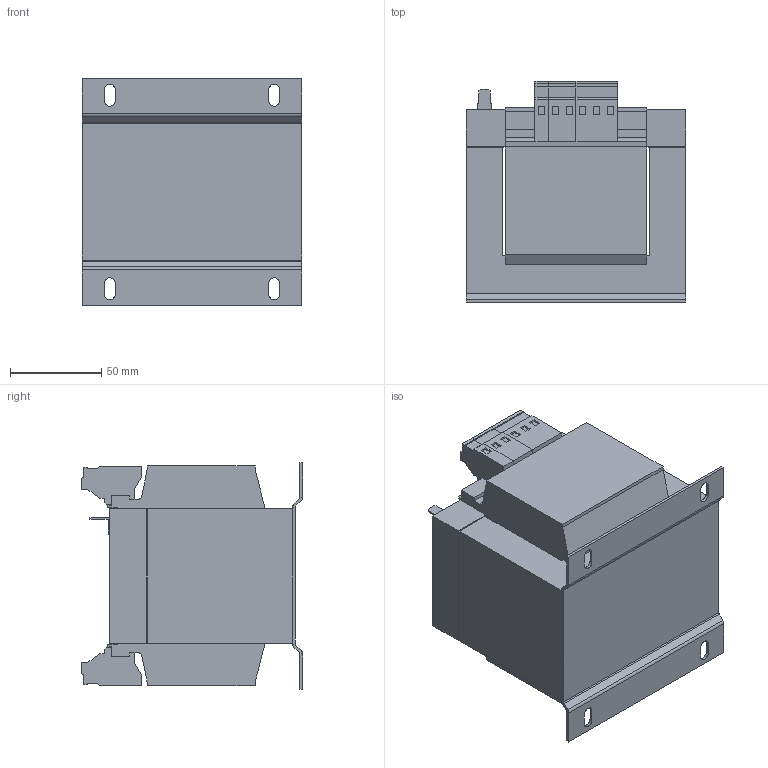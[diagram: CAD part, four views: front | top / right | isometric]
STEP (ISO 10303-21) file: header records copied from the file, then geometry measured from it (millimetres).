
FILE_DESCRIPTION (( 'STEP AP214' ), '1' );
FILE_NAME ('267153.STEP', '2020-07-17T08:01:55', ( '' ), ( '' ), 'SwSTEP 2.0', 'SolidWorks 2018', '' );
FILE_SCHEMA (( 'AUTOMOTIVE_DESIGN' ));
Length unit declared in the file: millimetre
Products named in the file (1): 267153
Bounding box: 120 x 121.05 x 124 mm (x, y, z)
Volume: 1176757.8 mm3; surface area: 121372.9 mm2
Topology: 1 solids, 1 shells, 313 faces, 779 edges, 486 vertices
Faces by surface type: plane 271, cylinder 42
Entity records: 9115 total; most frequent: CARTESIAN_POINT 1579, ORIENTED_EDGE 1558, DIRECTION 1491, EDGE_CURVE 779, LINE 695, VECTOR 695, VERTEX_POINT 486, AXIS2_PLACEMENT_3D 398
